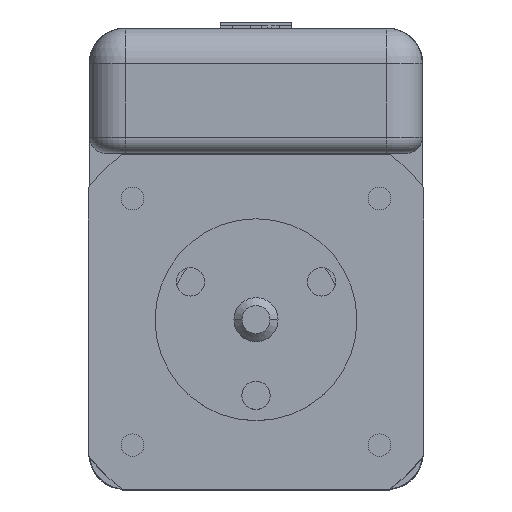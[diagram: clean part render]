
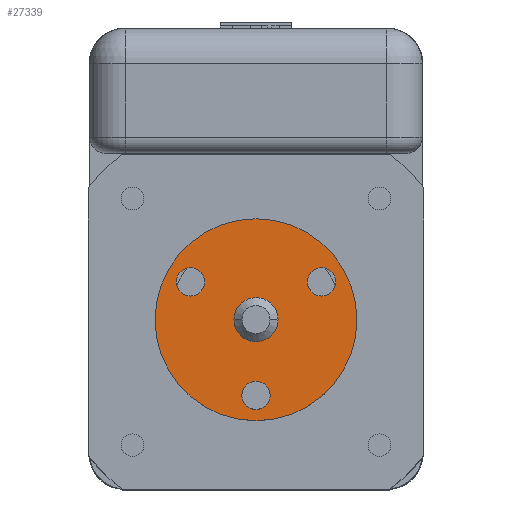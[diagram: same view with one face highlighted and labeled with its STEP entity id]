
A CAD part, top view. The second image highlights one B-rep face of the part: STEP entity #27339.
In plain terms, the highlighted planar face has unit normal (0, 0, 1).
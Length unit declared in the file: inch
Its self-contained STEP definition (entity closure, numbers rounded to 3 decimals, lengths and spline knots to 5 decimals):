
#946 = AXIS2_PLACEMENT_3D ( 'NONE', #19759, #63072, #67540 ) ;
#1782 = ORIENTED_EDGE ( 'NONE', *, *, #33921, .F. ) ;
#2339 = VERTEX_POINT ( 'NONE', #16890 ) ;
#2564 = AXIS2_PLACEMENT_3D ( 'NONE', #34779, #45473, #65745 ) ;
#2932 = FACE_OUTER_BOUND ( 'NONE', #17310, .T. ) ;
#3019 = EDGE_LOOP ( 'NONE', ( #21982, #51920 ) ) ;
#3615 = VERTEX_POINT ( 'NONE', #22443 ) ;
#3954 = VERTEX_POINT ( 'NONE', #49168 ) ;
#5014 = EDGE_CURVE ( 'NONE', #49828, #3954, #41830, .T. ) ;
#5847 = CARTESIAN_POINT ( 'NONE',  ( 0.25468, 0.1875, 0. ) ) ;
#6185 = CARTESIAN_POINT ( 'NONE',  ( -0.32476, 0.1875, 0. ) ) ;
#6256 = AXIS2_PLACEMENT_3D ( 'NONE', #6185, #47794, #48134 ) ;
#6676 = EDGE_LOOP ( 'NONE', ( #57493, #31262 ) ) ;
#8096 = FACE_BOUND ( 'NONE', #3019, .T. ) ;
#8505 = DIRECTION ( 'NONE',  ( 1., 0., 0. ) ) ;
#10332 = DIRECTION ( 'NONE',  ( 1., 0., 0. ) ) ;
#13024 = EDGE_CURVE ( 'NONE', #47780, #2339, #34724, .T. ) ;
#13658 = DIRECTION ( 'NONE',  ( 0., 0., 1. ) ) ;
#13897 = FACE_BOUND ( 'NONE', #59111, .T. ) ;
#14313 = CARTESIAN_POINT ( 'NONE',  ( 0.07008, -0.375, 0. ) ) ;
#15548 = AXIS2_PLACEMENT_3D ( 'NONE', #22440, #54406, #65054 ) ;
#16488 = DIRECTION ( 'NONE',  ( 0., 0., 1. ) ) ;
#16890 = CARTESIAN_POINT ( 'NONE',  ( 0.39484, 0.1875, 0. ) ) ;
#17310 = EDGE_LOOP ( 'NONE', ( #30857, #67124 ) ) ;
#17542 = CARTESIAN_POINT ( 'NONE',  ( 0., -0.375, 0. ) ) ;
#17864 = CARTESIAN_POINT ( 'NONE',  ( -0.39484, 0.1875, 0. ) ) ;
#18449 = ORIENTED_EDGE ( 'NONE', *, *, #32920, .F. ) ;
#19759 = CARTESIAN_POINT ( 'NONE',  ( 0., -0.375, 0. ) ) ;
#21955 = AXIS2_PLACEMENT_3D ( 'NONE', #55618, #13658, #8505 ) ;
#21982 = ORIENTED_EDGE ( 'NONE', *, *, #49520, .F. ) ;
#22440 = CARTESIAN_POINT ( 'NONE',  ( 0., 0., 0. ) ) ;
#22443 = CARTESIAN_POINT ( 'NONE',  ( -0.25468, 0.1875, 0. ) ) ;
#22740 = DIRECTION ( 'NONE',  ( 0., 0., 1. ) ) ;
#23424 = CIRCLE ( 'NONE', #2564, 0.07008 ) ;
#23569 = PLANE ( 'NONE',  #47683 ) ;
#25294 = EDGE_CURVE ( 'NONE', #44963, #38675, #67220, .T. ) ;
#25674 = EDGE_LOOP ( 'NONE', ( #1782, #60681 ) ) ;
#26493 = CARTESIAN_POINT ( 'NONE',  ( 0.32476, 0.1875, 0. ) ) ;
#27339 = ADVANCED_FACE ( 'NONE', ( #44567, #13897, #8096, #29060, #2932 ), #23569, .F. ) ;
#28995 = CARTESIAN_POINT ( 'NONE',  ( -0.109, 0., 0. ) ) ;
#29060 = FACE_BOUND ( 'NONE', #25674, .T. ) ;
#29096 = DIRECTION ( 'NONE',  ( 1., 0., 0. ) ) ;
#29715 = DIRECTION ( 'NONE',  ( -1., 0., 0. ) ) ;
#29953 = DIRECTION ( 'NONE',  ( 1., 0., 0. ) ) ;
#30857 = ORIENTED_EDGE ( 'NONE', *, *, #57480, .T. ) ;
#31262 = ORIENTED_EDGE ( 'NONE', *, *, #57423, .F. ) ;
#31812 = AXIS2_PLACEMENT_3D ( 'NONE', #26493, #16488, #10332 ) ;
#32043 = DIRECTION ( 'NONE',  ( 1., 0., 0. ) ) ;
#32920 = EDGE_CURVE ( 'NONE', #2339, #47780, #34019, .T. ) ;
#33921 = EDGE_CURVE ( 'NONE', #3954, #49828, #67147, .T. ) ;
#34019 = CIRCLE ( 'NONE', #31812, 0.07008 ) ;
#34046 = VERTEX_POINT ( 'NONE', #56663 ) ;
#34258 = DIRECTION ( 'NONE',  ( 0., 0., 1. ) ) ;
#34724 = CIRCLE ( 'NONE', #65461, 0.07008 ) ;
#34779 = CARTESIAN_POINT ( 'NONE',  ( -0.32476, 0.1875, 0. ) ) ;
#35476 = CIRCLE ( 'NONE', #55229, 0.5 ) ;
#37719 = DIRECTION ( 'NONE',  ( 1., 0., 0. ) ) ;
#38675 = VERTEX_POINT ( 'NONE', #14313 ) ;
#38681 = AXIS2_PLACEMENT_3D ( 'NONE', #17542, #22740, #32043 ) ;
#40620 = CARTESIAN_POINT ( 'NONE',  ( 0., 0., 0. ) ) ;
#41830 = CIRCLE ( 'NONE', #49546, 0.109 ) ;
#42889 = CARTESIAN_POINT ( 'NONE',  ( 0.32476, 0.1875, 0. ) ) ;
#43893 = CARTESIAN_POINT ( 'NONE',  ( -0.5, 0., 0. ) ) ;
#44567 = FACE_BOUND ( 'NONE', #6676, .T. ) ;
#44963 = VERTEX_POINT ( 'NONE', #55124 ) ;
#45473 = DIRECTION ( 'NONE',  ( 0., 0., 1. ) ) ;
#47683 = AXIS2_PLACEMENT_3D ( 'NONE', #60351, #61013, #29715 ) ;
#47747 = EDGE_CURVE ( 'NONE', #3615, #58668, #65543, .T. ) ;
#47780 = VERTEX_POINT ( 'NONE', #5847 ) ;
#47794 = DIRECTION ( 'NONE',  ( 0., 0., 1. ) ) ;
#48134 = DIRECTION ( 'NONE',  ( 1., 0., 0. ) ) ;
#49168 = CARTESIAN_POINT ( 'NONE',  ( 0.109, 0., 0. ) ) ;
#49520 = EDGE_CURVE ( 'NONE', #38675, #44963, #58019, .T. ) ;
#49546 = AXIS2_PLACEMENT_3D ( 'NONE', #60389, #34258, #29096 ) ;
#49828 = VERTEX_POINT ( 'NONE', #28995 ) ;
#51593 = CIRCLE ( 'NONE', #21955, 0.5 ) ;
#51920 = ORIENTED_EDGE ( 'NONE', *, *, #25294, .F. ) ;
#54406 = DIRECTION ( 'NONE',  ( 0., 0., 1. ) ) ;
#55124 = CARTESIAN_POINT ( 'NONE',  ( -0.07008, -0.375, 0. ) ) ;
#55229 = AXIS2_PLACEMENT_3D ( 'NONE', #40620, #61580, #29953 ) ;
#55431 = ORIENTED_EDGE ( 'NONE', *, *, #13024, .F. ) ;
#55618 = CARTESIAN_POINT ( 'NONE',  ( 0., 0., 0. ) ) ;
#56663 = CARTESIAN_POINT ( 'NONE',  ( 0.5, 0., 0. ) ) ;
#57423 = EDGE_CURVE ( 'NONE', #58668, #3615, #23424, .T. ) ;
#57480 = EDGE_CURVE ( 'NONE', #34046, #61472, #35476, .T. ) ;
#57493 = ORIENTED_EDGE ( 'NONE', *, *, #47747, .F. ) ;
#58019 = CIRCLE ( 'NONE', #946, 0.07008 ) ;
#58668 = VERTEX_POINT ( 'NONE', #17864 ) ;
#59012 = DIRECTION ( 'NONE',  ( 0., 0., 1. ) ) ;
#59111 = EDGE_LOOP ( 'NONE', ( #18449, #55431 ) ) ;
#60351 = CARTESIAN_POINT ( 'NONE',  ( 0., 0., 0. ) ) ;
#60389 = CARTESIAN_POINT ( 'NONE',  ( 0., 0., 0. ) ) ;
#60681 = ORIENTED_EDGE ( 'NONE', *, *, #5014, .F. ) ;
#61013 = DIRECTION ( 'NONE',  ( 0., 0., -1. ) ) ;
#61472 = VERTEX_POINT ( 'NONE', #43893 ) ;
#61580 = DIRECTION ( 'NONE',  ( 0., 0., 1. ) ) ;
#63072 = DIRECTION ( 'NONE',  ( 0., 0., 1. ) ) ;
#65054 = DIRECTION ( 'NONE',  ( 1., 0., 0. ) ) ;
#65461 = AXIS2_PLACEMENT_3D ( 'NONE', #42889, #59012, #37719 ) ;
#65543 = CIRCLE ( 'NONE', #6256, 0.07008 ) ;
#65745 = DIRECTION ( 'NONE',  ( 1., 0., 0. ) ) ;
#66917 = EDGE_CURVE ( 'NONE', #61472, #34046, #51593, .T. ) ;
#67124 = ORIENTED_EDGE ( 'NONE', *, *, #66917, .T. ) ;
#67147 = CIRCLE ( 'NONE', #15548, 0.109 ) ;
#67220 = CIRCLE ( 'NONE', #38681, 0.07008 ) ;
#67540 = DIRECTION ( 'NONE',  ( 1., 0., 0. ) ) ;
